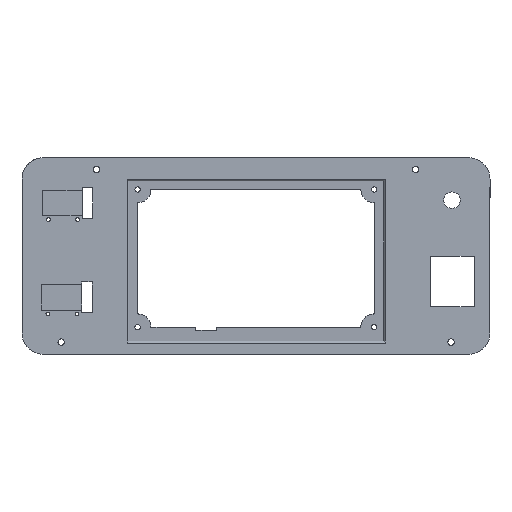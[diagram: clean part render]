
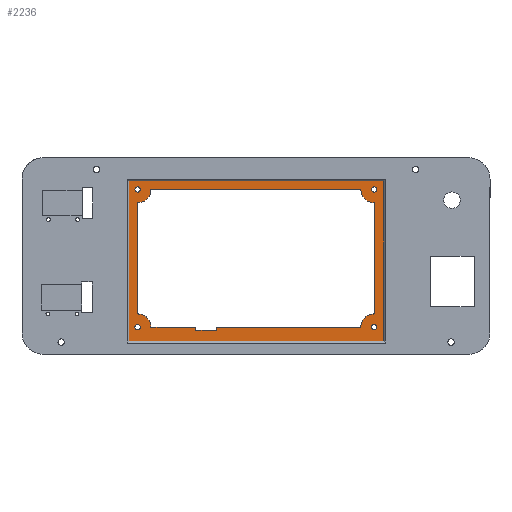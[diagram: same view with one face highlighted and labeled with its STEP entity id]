
A CAD part, front view. The second image highlights one B-rep face of the part: STEP entity #2236.
In plain terms, the highlighted planar face has unit normal (0, -1, -0.026).
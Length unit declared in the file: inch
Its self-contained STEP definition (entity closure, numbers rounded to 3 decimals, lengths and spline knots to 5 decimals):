
#99=FACE_BOUND('',#345,.T.);
#100=FACE_BOUND('',#346,.T.);
#101=FACE_BOUND('',#347,.T.);
#102=FACE_BOUND('',#348,.T.);
#103=FACE_BOUND('',#349,.T.);
#136=CIRCLE('',#2375,0.05);
#137=CIRCLE('',#2376,0.05);
#138=CIRCLE('',#2377,0.05);
#139=CIRCLE('',#2378,0.05);
#140=CIRCLE('',#2379,0.25);
#141=CIRCLE('',#2380,0.25);
#142=CIRCLE('',#2381,0.25);
#143=CIRCLE('',#2382,0.25);
#221=FACE_OUTER_BOUND('',#344,.T.);
#344=EDGE_LOOP('',(#1526,#1527,#1528,#1529));
#345=EDGE_LOOP('',(#1530));
#346=EDGE_LOOP('',(#1531));
#347=EDGE_LOOP('',(#1532));
#348=EDGE_LOOP('',(#1533));
#349=EDGE_LOOP('',(#1534,#1535,#1536,#1537,#1538,#1539,#1540,#1541,#1542,
#1543,#1544,#1545));
#500=LINE('',#3252,#726);
#502=LINE('',#3256,#728);
#509=LINE('',#3270,#735);
#512=LINE('',#3275,#738);
#519=LINE('',#3300,#745);
#520=LINE('',#3302,#746);
#521=LINE('',#3304,#747);
#522=LINE('',#3306,#748);
#523=LINE('',#3308,#749);
#524=LINE('',#3312,#750);
#525=LINE('',#3316,#751);
#526=LINE('',#3319,#752);
#726=VECTOR('',#2591,0.3937);
#728=VECTOR('',#2595,0.3937);
#735=VECTOR('',#2604,0.3937);
#738=VECTOR('',#2609,0.3937);
#745=VECTOR('',#2632,0.3937);
#746=VECTOR('',#2633,0.3937);
#747=VECTOR('',#2634,0.3937);
#748=VECTOR('',#2635,0.3937);
#749=VECTOR('',#2636,0.3937);
#750=VECTOR('',#2639,0.3937);
#751=VECTOR('',#2642,0.3937);
#752=VECTOR('',#2645,0.3937);
#952=VERTEX_POINT('',#3249);
#953=VERTEX_POINT('',#3251);
#954=VERTEX_POINT('',#3255);
#960=VERTEX_POINT('',#3269);
#965=VERTEX_POINT('',#3288);
#966=VERTEX_POINT('',#3290);
#967=VERTEX_POINT('',#3292);
#968=VERTEX_POINT('',#3294);
#969=VERTEX_POINT('',#3296);
#970=VERTEX_POINT('',#3297);
#971=VERTEX_POINT('',#3299);
#972=VERTEX_POINT('',#3301);
#973=VERTEX_POINT('',#3303);
#974=VERTEX_POINT('',#3305);
#975=VERTEX_POINT('',#3307);
#976=VERTEX_POINT('',#3309);
#977=VERTEX_POINT('',#3311);
#978=VERTEX_POINT('',#3313);
#979=VERTEX_POINT('',#3315);
#980=VERTEX_POINT('',#3317);
#1166=EDGE_CURVE('',#952,#953,#500,.T.);
#1168=EDGE_CURVE('',#954,#952,#502,.T.);
#1175=EDGE_CURVE('',#953,#960,#509,.T.);
#1178=EDGE_CURVE('',#960,#954,#512,.T.);
#1185=EDGE_CURVE('',#965,#965,#136,.T.);
#1186=EDGE_CURVE('',#966,#966,#137,.T.);
#1187=EDGE_CURVE('',#967,#967,#138,.T.);
#1188=EDGE_CURVE('',#968,#968,#139,.T.);
#1189=EDGE_CURVE('',#969,#970,#140,.T.);
#1190=EDGE_CURVE('',#969,#971,#519,.T.);
#1191=EDGE_CURVE('',#971,#972,#520,.T.);
#1192=EDGE_CURVE('',#972,#973,#521,.T.);
#1193=EDGE_CURVE('',#974,#973,#522,.T.);
#1194=EDGE_CURVE('',#974,#975,#523,.T.);
#1195=EDGE_CURVE('',#976,#975,#141,.T.);
#1196=EDGE_CURVE('',#976,#977,#524,.T.);
#1197=EDGE_CURVE('',#978,#977,#142,.T.);
#1198=EDGE_CURVE('',#978,#979,#525,.T.);
#1199=EDGE_CURVE('',#980,#979,#143,.T.);
#1200=EDGE_CURVE('',#980,#970,#526,.T.);
#1526=ORIENTED_EDGE('',*,*,#1166,.F.);
#1527=ORIENTED_EDGE('',*,*,#1168,.F.);
#1528=ORIENTED_EDGE('',*,*,#1178,.F.);
#1529=ORIENTED_EDGE('',*,*,#1175,.F.);
#1530=ORIENTED_EDGE('',*,*,#1185,.T.);
#1531=ORIENTED_EDGE('',*,*,#1186,.T.);
#1532=ORIENTED_EDGE('',*,*,#1187,.T.);
#1533=ORIENTED_EDGE('',*,*,#1188,.T.);
#1534=ORIENTED_EDGE('',*,*,#1189,.F.);
#1535=ORIENTED_EDGE('',*,*,#1190,.T.);
#1536=ORIENTED_EDGE('',*,*,#1191,.T.);
#1537=ORIENTED_EDGE('',*,*,#1192,.T.);
#1538=ORIENTED_EDGE('',*,*,#1193,.F.);
#1539=ORIENTED_EDGE('',*,*,#1194,.T.);
#1540=ORIENTED_EDGE('',*,*,#1195,.F.);
#1541=ORIENTED_EDGE('',*,*,#1196,.T.);
#1542=ORIENTED_EDGE('',*,*,#1197,.F.);
#1543=ORIENTED_EDGE('',*,*,#1198,.T.);
#1544=ORIENTED_EDGE('',*,*,#1199,.F.);
#1545=ORIENTED_EDGE('',*,*,#1200,.T.);
#2166=PLANE('',#2374);
#2236=ADVANCED_FACE('',(#221,#99,#100,#101,#102,#103),#2166,.F.);
#2374=AXIS2_PLACEMENT_3D('',#3287,#2620,#2621);
#2375=AXIS2_PLACEMENT_3D('',#3289,#2622,#2623);
#2376=AXIS2_PLACEMENT_3D('',#3291,#2624,#2625);
#2377=AXIS2_PLACEMENT_3D('',#3293,#2626,#2627);
#2378=AXIS2_PLACEMENT_3D('',#3295,#2628,#2629);
#2379=AXIS2_PLACEMENT_3D('',#3298,#2630,#2631);
#2380=AXIS2_PLACEMENT_3D('',#3310,#2637,#2638);
#2381=AXIS2_PLACEMENT_3D('',#3314,#2640,#2641);
#2382=AXIS2_PLACEMENT_3D('',#3318,#2643,#2644);
#2591=DIRECTION('',(1.,0.,0.));
#2595=DIRECTION('',(0.,-0.026,1.));
#2604=DIRECTION('',(0.,0.026,-1.));
#2609=DIRECTION('',(-1.,0.,0.));
#2620=DIRECTION('center_axis',(0.,1.,0.026));
#2621=DIRECTION('ref_axis',(-1.,0.,0.));
#2622=DIRECTION('center_axis',(0.,1.,0.026));
#2623=DIRECTION('ref_axis',(-1.,0.,0.));
#2624=DIRECTION('center_axis',(0.,1.,0.026));
#2625=DIRECTION('ref_axis',(-1.,0.,0.));
#2626=DIRECTION('center_axis',(0.,1.,0.026));
#2627=DIRECTION('ref_axis',(-1.,0.,0.));
#2628=DIRECTION('center_axis',(0.,1.,0.026));
#2629=DIRECTION('ref_axis',(-1.,0.,0.));
#2630=DIRECTION('center_axis',(0.,1.,0.026));
#2631=DIRECTION('ref_axis',(-1.,0.,0.));
#2632=DIRECTION('',(-1.,0.,0.));
#2633=DIRECTION('',(0.,0.026,-1.));
#2634=DIRECTION('',(-1.,0.,0.));
#2635=DIRECTION('',(0.,0.026,-1.));
#2636=DIRECTION('',(-1.,0.,0.));
#2637=DIRECTION('center_axis',(0.,1.,0.026));
#2638=DIRECTION('ref_axis',(0.,-0.026,1.));
#2639=DIRECTION('',(0.,-0.026,1.));
#2640=DIRECTION('center_axis',(0.,1.,0.026));
#2641=DIRECTION('ref_axis',(1.,0.,0.));
#2642=DIRECTION('',(1.,0.,0.));
#2643=DIRECTION('center_axis',(0.,1.,0.026));
#2644=DIRECTION('ref_axis',(0.,0.026,-1.));
#2645=DIRECTION('',(0.,0.026,-1.));
#3249=CARTESIAN_POINT('',(-2.39689,-0.11968,3.45642));
#3251=CARTESIAN_POINT('',(2.39689,-0.11968,3.45642));
#3252=CARTESIAN_POINT('',(1.21344,-0.11968,3.45642));
#3255=CARTESIAN_POINT('',(-2.39689,-0.04057,0.43538));
#3256=CARTESIAN_POINT('',(-2.39689,-0.10032,2.71719));
#3269=CARTESIAN_POINT('',(2.39689,-0.04057,0.43538));
#3270=CARTESIAN_POINT('',(2.39689,-0.06001,1.17774));
#3275=CARTESIAN_POINT('',(-1.21344,-0.04057,0.43538));
#3287=CARTESIAN_POINT('Origin',(0.,-0.08013,
1.9459));
#3288=CARTESIAN_POINT('',(-2.17835,-0.11537,3.2919));
#3289=CARTESIAN_POINT('Origin',(-2.22835,-0.11537,3.2919));
#3290=CARTESIAN_POINT('',(-2.17835,-0.04756,0.70223));
#3291=CARTESIAN_POINT('Origin',(-2.22835,-0.04756,0.70223));
#3292=CARTESIAN_POINT('',(2.27047,-0.04756,0.70223));
#3293=CARTESIAN_POINT('Origin',(2.22047,-0.04756,0.70223));
#3294=CARTESIAN_POINT('',(2.27047,-0.11537,3.2919));
#3295=CARTESIAN_POINT('Origin',(2.22047,-0.11537,3.2919));
#3296=CARTESIAN_POINT('',(1.97047,-0.04756,0.70223));
#3297=CARTESIAN_POINT('',(2.22047,-0.0541,0.95215));
#3298=CARTESIAN_POINT('Origin',(2.22047,-0.04756,0.70223));
#3299=CARTESIAN_POINT('',(-0.74449,-0.04756,0.70223));
#3300=CARTESIAN_POINT('',(1.97047,-0.04756,0.70223));
#3301=CARTESIAN_POINT('',(-0.74449,-0.04597,0.64162));
#3302=CARTESIAN_POINT('',(-0.74449,-0.04756,0.70223));
#3303=CARTESIAN_POINT('',(-1.13346,-0.04597,0.64162));
#3304=CARTESIAN_POINT('',(-0.74449,-0.04597,0.64162));
#3305=CARTESIAN_POINT('',(-1.13346,-0.04756,0.70223));
#3306=CARTESIAN_POINT('',(-1.13346,-0.04756,0.70223));
#3307=CARTESIAN_POINT('',(-1.97835,-0.04756,0.70223));
#3308=CARTESIAN_POINT('',(-1.13346,-0.04756,0.70223));
#3309=CARTESIAN_POINT('',(-2.22835,-0.0541,0.95215));
#3310=CARTESIAN_POINT('Origin',(-2.22835,-0.04756,0.70223));
#3311=CARTESIAN_POINT('',(-2.22835,-0.10883,3.04198));
#3312=CARTESIAN_POINT('',(-2.22835,-0.0541,0.95215));
#3313=CARTESIAN_POINT('',(-1.97835,-0.11537,3.2919));
#3314=CARTESIAN_POINT('Origin',(-2.22835,-0.11537,3.2919));
#3315=CARTESIAN_POINT('',(1.97047,-0.11537,3.2919));
#3316=CARTESIAN_POINT('',(-1.97835,-0.11537,3.2919));
#3317=CARTESIAN_POINT('',(2.22047,-0.10883,3.04198));
#3318=CARTESIAN_POINT('Origin',(2.22047,-0.11537,3.2919));
#3319=CARTESIAN_POINT('',(2.22047,-0.10883,3.04198));
